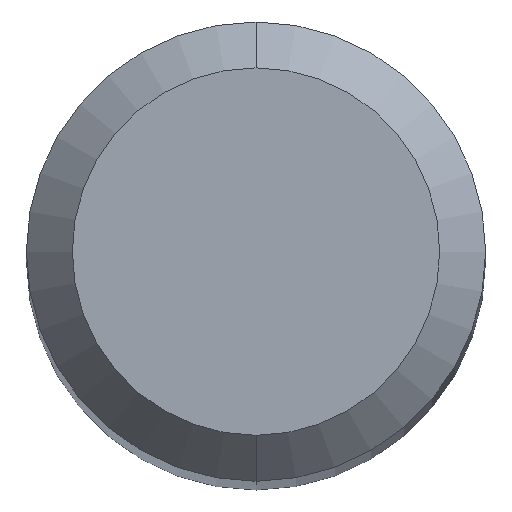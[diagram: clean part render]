
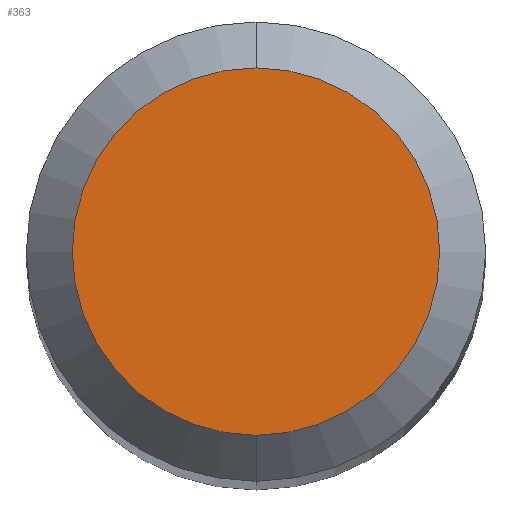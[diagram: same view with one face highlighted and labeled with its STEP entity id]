
A CAD part, top view. The second image highlights one B-rep face of the part: STEP entity #363.
In plain terms, the highlighted planar face has unit normal (0, 0, 1).
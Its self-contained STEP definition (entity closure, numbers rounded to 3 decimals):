
#221=EDGE_CURVE('',#419,#389,#535,.T.);
#303=EDGE_CURVE('',#389,#419,#626,.T.);
#363=ADVANCED_FACE('',(#690),#691,.T.);
#389=VERTEX_POINT('',#717);
#419=VERTEX_POINT('',#752);
#535=CIRCLE('',#917,1.2);
#626=CIRCLE('',#1074,1.2);
#690=FACE_OUTER_BOUND('',#1237,.T.);
#691=PLANE('',#1238);
#717=CARTESIAN_POINT('',(0.0,1.2,0.0));
#752=CARTESIAN_POINT('',(0.,-1.2,0.0));
#917=AXIS2_PLACEMENT_3D('',#1527,#1528,#1529);
#1074=AXIS2_PLACEMENT_3D('',#1638,#1639,#1640);
#1237=EDGE_LOOP('',(#1689,#1690));
#1238=AXIS2_PLACEMENT_3D('',#1691,#1692,#1693);
#1527=CARTESIAN_POINT('',(0.0,0.0,0.0));
#1528=DIRECTION('',(0.0,0.0,-1.0));
#1529=DIRECTION('',(0.0,1.0,0.0));
#1638=CARTESIAN_POINT('',(0.0,0.0,0.0));
#1639=DIRECTION('',(0.0,0.0,-1.0));
#1640=DIRECTION('',(0.0,1.0,0.0));
#1689=ORIENTED_EDGE('',*,*,#303,.F.);
#1690=ORIENTED_EDGE('',*,*,#221,.F.);
#1691=CARTESIAN_POINT('',(0.0,0.6,0.0));
#1692=DIRECTION('',(-0.0,0.0,1.0));
#1693=DIRECTION('',(0.0,-1.0,0.0));
